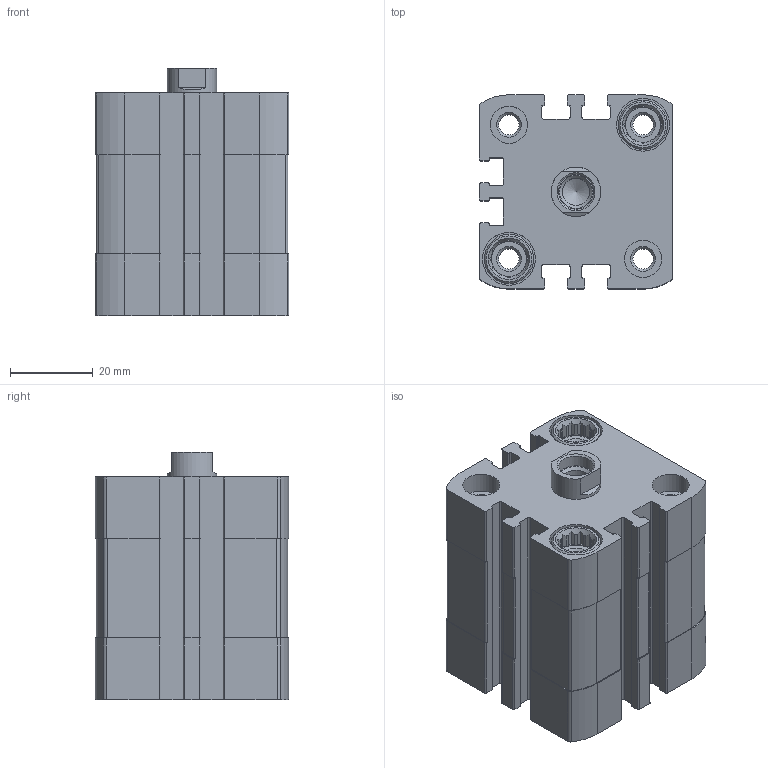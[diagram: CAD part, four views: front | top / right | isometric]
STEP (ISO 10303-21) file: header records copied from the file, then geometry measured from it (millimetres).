
FILE_DESCRIPTION(/* description */ ('STEP AP214'),/* implementation_level */ '2;1');
FILE_NAME(/* name */ '536279_ADN-32-10-I-P-A',/* time_stamp */ '2024-07-30T16:58:31+02:00',/* author */ ('License CC BY-ND 4.0'),/* organization */ ('CADENAS'),/* preprocessor_version */ 'ST-DEVELOPER v19.3',/* originating_system */ 'PARTsolutions',/* authorisation */ ' ');
FILE_SCHEMA (('AUTOMOTIVE_DESIGN {1 0 10303 214 3 1 1}'));
Length unit declared in the file: millimetre
Products named in the file (3): 536279 ADN-32-10-I-P-A---(asm_0); 536267 ADN-10-P---(Z); 536267 ADN-10-P-I_(KS)
Assembly tree (2 placements, depth 2):
  536279 ADN-32-10-I-P-A---(asm_0)
    536267 ADN-10-P---(Z)
    536267 ADN-10-P-I_(KS)
Bounding box: 47 x 47 x 60 mm (x, y, z)
Volume: 90059.6 mm3; surface area: 32772.6 mm2
Topology: 2 solids, 2 shells, 425 faces, 1153 edges, 765 vertices
Faces by surface type: plane 269, cylinder 135, cone 21
Full cylindrical faces by diameter (mm): 4.917 x8, 6 x4, 6.647 x1, 8.4 x1, 8.5 x4, 8.566 x2, 9 x5, 10.2 x2, 11.9 x4, 12 x2, 12.8 x4, 32 x2
Entity records: 13211 total; most frequent: CARTESIAN_POINT 2543, DIRECTION 2222, ORIENTED_EDGE 2154, EDGE_CURVE 1077, AXIS2_PLACEMENT_3D 813, VERTEX_POINT 750, LINE 596, VECTOR 596
